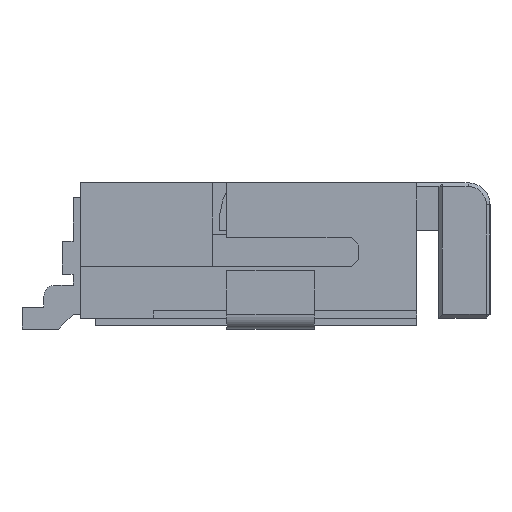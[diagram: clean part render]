
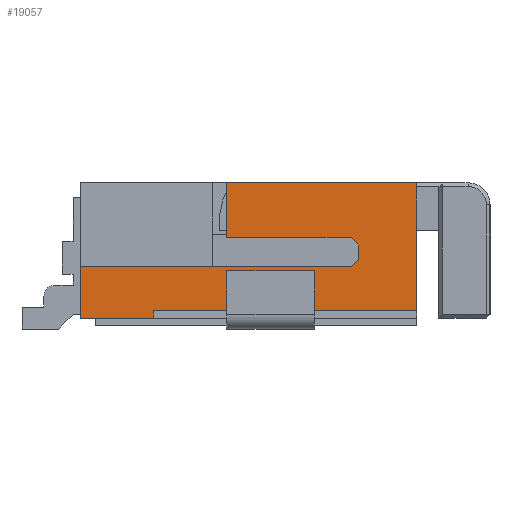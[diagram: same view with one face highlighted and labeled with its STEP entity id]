
A CAD part, left-side view. The second image highlights one B-rep face of the part: STEP entity #19057.
In plain terms, the highlighted planar face has unit normal (-1, 0, 0).
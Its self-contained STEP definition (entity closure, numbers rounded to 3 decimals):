
#580=FACE_OUTER_BOUND('',#1583,.T.);
#1583=EDGE_LOOP('',(#14525,#14526,#14527,#14528,#14529,#14530,#14531,#14532,
#14533,#14534,#14535,#14536));
#3427=LINE('',#27970,#6076);
#3432=LINE('',#27979,#6081);
#3436=LINE('',#27988,#6085);
#3440=LINE('',#27995,#6089);
#3441=LINE('',#27999,#6090);
#3444=LINE('',#28004,#6093);
#3446=LINE('',#28007,#6095);
#3447=LINE('',#28010,#6096);
#3449=LINE('',#28014,#6098);
#3476=LINE('',#28067,#6125);
#3595=LINE('',#28302,#6244);
#3596=LINE('',#28304,#6245);
#6076=VECTOR('',#22756,0.1);
#6081=VECTOR('',#22763,3.6);
#6085=VECTOR('',#22771,0.141);
#6089=VECTOR('',#22777,3.7);
#6090=VECTOR('',#22780,0.141);
#6093=VECTOR('',#22785,1.7);
#6095=VECTOR('',#22789,0.2);
#6096=VECTOR('',#22792,0.75);
#6098=VECTOR('',#22796,2.6);
#6125=VECTOR('',#22843,1.75);
#6244=VECTOR('',#22994,0.7);
#6245=VECTOR('',#22997,1.);
#8350=VERTEX_POINT('',#27966);
#8352=VERTEX_POINT('',#27969);
#8355=VERTEX_POINT('',#27977);
#8357=VERTEX_POINT('',#27985);
#8358=VERTEX_POINT('',#27987);
#8360=VERTEX_POINT('',#27993);
#8361=VERTEX_POINT('',#27997);
#8362=VERTEX_POINT('',#27998);
#8363=VERTEX_POINT('',#28003);
#8364=VERTEX_POINT('',#28009);
#8365=VERTEX_POINT('',#28013);
#8481=VERTEX_POINT('',#28300);
#10537=EDGE_CURVE('',#8352,#8350,#3427,.T.);
#10542=EDGE_CURVE('',#8350,#8355,#3432,.T.);
#10546=EDGE_CURVE('',#8357,#8358,#3436,.T.);
#10550=EDGE_CURVE('',#8360,#8357,#3440,.T.);
#10551=EDGE_CURVE('',#8361,#8362,#3441,.T.);
#10554=EDGE_CURVE('',#8362,#8363,#3444,.T.);
#10556=EDGE_CURVE('',#8358,#8361,#3446,.T.);
#10557=EDGE_CURVE('',#8363,#8364,#3447,.T.);
#10559=EDGE_CURVE('',#8364,#8365,#3449,.T.);
#10586=EDGE_CURVE('',#8355,#8365,#3476,.T.);
#10705=EDGE_CURVE('',#8481,#8360,#3595,.T.);
#10706=EDGE_CURVE('',#8481,#8352,#3596,.T.);
#14525=ORIENTED_EDGE('',*,*,#10586,.T.);
#14526=ORIENTED_EDGE('',*,*,#10559,.F.);
#14527=ORIENTED_EDGE('',*,*,#10557,.F.);
#14528=ORIENTED_EDGE('',*,*,#10554,.F.);
#14529=ORIENTED_EDGE('',*,*,#10551,.F.);
#14530=ORIENTED_EDGE('',*,*,#10556,.F.);
#14531=ORIENTED_EDGE('',*,*,#10546,.F.);
#14532=ORIENTED_EDGE('',*,*,#10550,.F.);
#14533=ORIENTED_EDGE('',*,*,#10705,.F.);
#14534=ORIENTED_EDGE('',*,*,#10706,.T.);
#14535=ORIENTED_EDGE('',*,*,#10537,.T.);
#14536=ORIENTED_EDGE('',*,*,#10542,.T.);
#17745=PLANE('',#20036);
#19057=ADVANCED_FACE('',(#580),#17745,.T.);
#20036=AXIS2_PLACEMENT_3D('',#28303,#22995,#22996);
#22756=DIRECTION('',(0.,0.,1.));
#22763=DIRECTION('',(0.,-1.,0.));
#22771=DIRECTION('',(0.,-0.707,0.707));
#22777=DIRECTION('',(0.,-1.,0.));
#22780=DIRECTION('',(0.,0.707,0.707));
#22785=DIRECTION('',(0.,1.,0.));
#22789=DIRECTION('',(0.,0.,1.));
#22792=DIRECTION('',(0.,0.,1.));
#22796=DIRECTION('',(0.,-1.,0.));
#22843=DIRECTION('',(0.,0.,1.));
#22994=DIRECTION('',(0.,0.,1.));
#22995=DIRECTION('center_axis',(-1.,0.,0.));
#22996=DIRECTION('ref_axis',(0.,0.,-1.));
#22997=DIRECTION('',(0.,-1.,0.));
#27966=CARTESIAN_POINT('',(-6.55,0.3,0.25));
#27969=CARTESIAN_POINT('',(-6.55,0.3,0.15));
#27970=CARTESIAN_POINT('',(-6.55,0.3,0.25));
#27977=CARTESIAN_POINT('',(-6.55,-3.3,0.25));
#27979=CARTESIAN_POINT('',(-6.55,1.3,0.25));
#27985=CARTESIAN_POINT('',(-6.55,-2.4,0.85));
#27987=CARTESIAN_POINT('',(-6.55,-2.5,0.95));
#27988=CARTESIAN_POINT('',(-6.55,-1.5,-0.05));
#27993=CARTESIAN_POINT('',(-6.55,1.3,0.85));
#27995=CARTESIAN_POINT('',(-6.55,1.3,0.85));
#27997=CARTESIAN_POINT('',(-6.55,-2.5,1.15));
#27998=CARTESIAN_POINT('',(-6.55,-2.4,1.25));
#27999=CARTESIAN_POINT('',(-6.55,-1.6,2.05));
#28003=CARTESIAN_POINT('',(-6.55,-0.7,1.25));
#28004=CARTESIAN_POINT('',(-6.55,-2.5,1.25));
#28007=CARTESIAN_POINT('',(-6.55,-2.5,0.85));
#28009=CARTESIAN_POINT('',(-6.55,-0.7,2.));
#28010=CARTESIAN_POINT('',(-6.55,-0.7,1.25));
#28013=CARTESIAN_POINT('',(-6.55,-3.3,2.));
#28014=CARTESIAN_POINT('',(-6.55,-0.7,2.));
#28067=CARTESIAN_POINT('',(-6.55,-3.3,0.963));
#28300=CARTESIAN_POINT('',(-6.55,1.3,0.15));
#28302=CARTESIAN_POINT('',(-6.55,1.3,0.25));
#28303=CARTESIAN_POINT('Origin',(-6.55,1.3,0.85));
#28304=CARTESIAN_POINT('',(-6.55,1.3,0.15));
